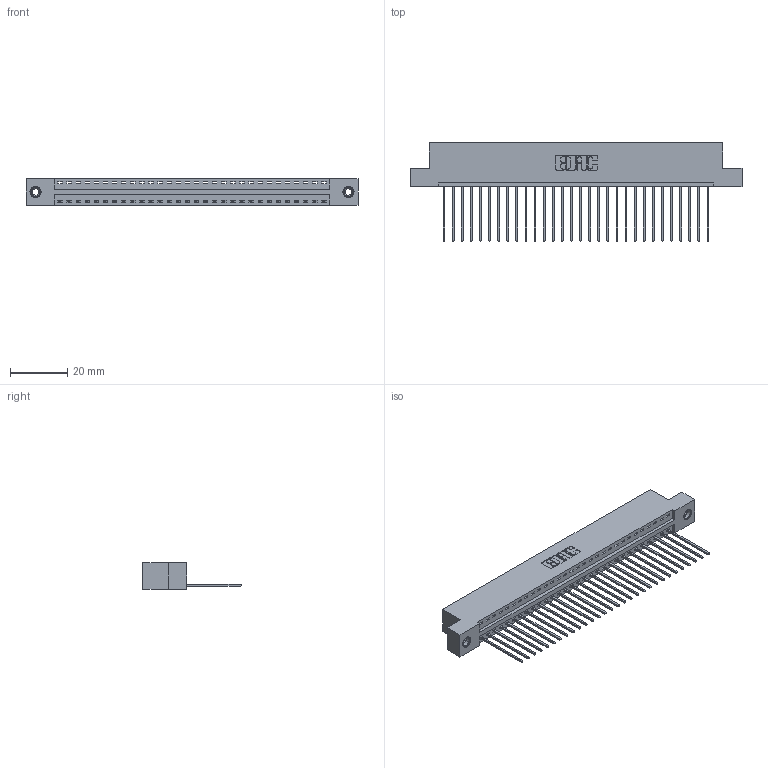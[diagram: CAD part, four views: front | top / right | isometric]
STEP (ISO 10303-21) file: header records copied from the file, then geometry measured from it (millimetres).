
FILE_DESCRIPTION (( 'STEP AP203' ), '1' );
FILE_NAME ('396-030-541-108.STEP', '2019-10-27T10:42:02', ( '' ), ( '' ), 'SwSTEP 2.0', 'SolidWorks 2016', '' );
FILE_SCHEMA (( 'CONFIG_CONTROL_DESIGN' ));
Length unit declared in the file: inch
Products named in the file (4): 345-250-001_345-250-003-102; 345-292-001_345-293-141; 396-030-541-108; 346 Part_Flush Mounting Lugs - 0.156 Dia-TI
Assembly tree (33 placements, depth 2):
  396-030-541-108
    346 Part_Flush Mounting Lugs - 0.156 Dia-TI
    345-292-001_345-293-141  x30
    345-250-001_345-250-003-102  x2
Bounding box: 115.82 x 34.29 x 9.4 mm (x, y, z)
Volume: 11096.7 mm3; surface area: 14353.1 mm2
Topology: 33 solids, 33 shells, 1922 faces, 5745 edges, 3782 vertices
Faces by surface type: plane 1308, cylinder 598, cone 12, torus 4
Entity records: 21438 total; most frequent: CARTESIAN_POINT 3661, ORIENTED_EDGE 3618, DIRECTION 3271, EDGE_CURVE 1809, LINE 1537, VECTOR 1537, VERTEX_POINT 1200, AXIS2_PLACEMENT_3D 867
